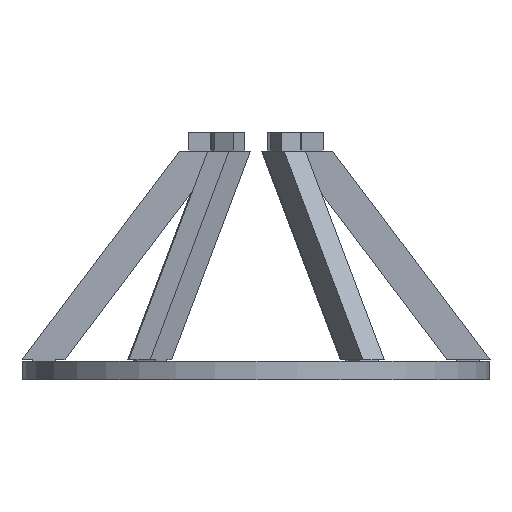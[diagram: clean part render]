
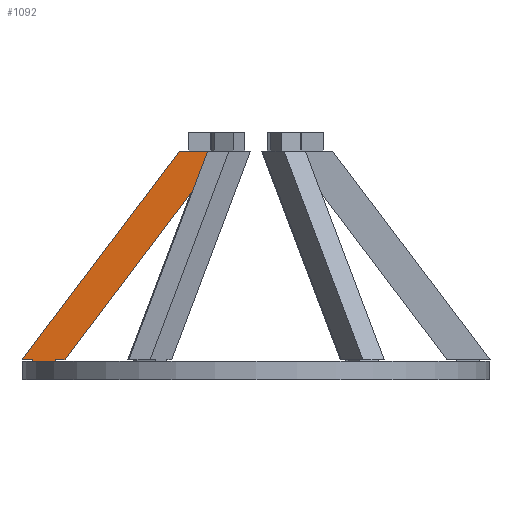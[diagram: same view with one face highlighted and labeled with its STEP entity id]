
A CAD part, front view. The second image highlights one B-rep face of the part: STEP entity #1092.
In plain terms, the highlighted planar face has unit normal (0, -1, 0).
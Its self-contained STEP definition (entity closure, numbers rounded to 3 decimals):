
#108=FACE_OUTER_BOUND('',#163,.T.);
#163=EDGE_LOOP('',(#782,#783,#784,#785,#786,#787,#788,#789));
#235=LINE('',#1533,#366);
#241=LINE('',#1544,#372);
#245=LINE('',#1553,#376);
#249=LINE('',#1560,#380);
#250=LINE('',#1563,#381);
#253=LINE('',#1569,#384);
#256=LINE('',#1574,#387);
#258=LINE('',#1578,#389);
#366=VECTOR('',#1242,10.);
#372=VECTOR('',#1250,10.);
#376=VECTOR('',#1258,10.);
#380=VECTOR('',#1262,10.);
#381=VECTOR('',#1265,10.);
#384=VECTOR('',#1270,10.);
#387=VECTOR('',#1275,10.);
#389=VECTOR('',#1281,10.);
#497=VERTEX_POINT('',#1531);
#498=VERTEX_POINT('',#1532);
#502=VERTEX_POINT('',#1542);
#504=VERTEX_POINT('',#1550);
#505=VERTEX_POINT('',#1552);
#508=VERTEX_POINT('',#1558);
#509=VERTEX_POINT('',#1562);
#511=VERTEX_POINT('',#1568);
#595=EDGE_CURVE('',#497,#498,#235,.T.);
#601=EDGE_CURVE('',#502,#498,#241,.T.);
#605=EDGE_CURVE('',#505,#504,#245,.T.);
#609=EDGE_CURVE('',#502,#508,#249,.T.);
#610=EDGE_CURVE('',#509,#505,#250,.T.);
#613=EDGE_CURVE('',#511,#508,#253,.T.);
#616=EDGE_CURVE('',#509,#511,#256,.T.);
#618=EDGE_CURVE('',#497,#504,#258,.T.);
#782=ORIENTED_EDGE('',*,*,#595,.T.);
#783=ORIENTED_EDGE('',*,*,#601,.F.);
#784=ORIENTED_EDGE('',*,*,#609,.T.);
#785=ORIENTED_EDGE('',*,*,#613,.F.);
#786=ORIENTED_EDGE('',*,*,#616,.F.);
#787=ORIENTED_EDGE('',*,*,#610,.T.);
#788=ORIENTED_EDGE('',*,*,#605,.T.);
#789=ORIENTED_EDGE('',*,*,#618,.F.);
#1045=PLANE('',#1165);
#1092=ADVANCED_FACE('',(#108),#1045,.F.);
#1165=AXIS2_PLACEMENT_3D('',#1579,#1282,#1283);
#1242=DIRECTION('',(1.,0.,0.));
#1250=DIRECTION('',(0.,0.,-1.));
#1258=DIRECTION('',(1.,0.,0.));
#1262=DIRECTION('',(1.,0.,0.));
#1265=DIRECTION('',(-0.602,0.,-0.799));
#1270=DIRECTION('',(-0.602,0.,-0.799));
#1275=DIRECTION('',(1.,0.,0.));
#1281=DIRECTION('',(0.,0.,1.));
#1282=DIRECTION('center_axis',(0.,1.,0.));
#1283=DIRECTION('ref_axis',(1.,0.,0.));
#1531=CARTESIAN_POINT('',(-13.04,0.,-1.425));
#1532=CARTESIAN_POINT('',(-8.04,0.,-1.425));
#1533=CARTESIAN_POINT('',(-9.29,0.,-1.425));
#1542=CARTESIAN_POINT('',(-8.04,0.,3.075));
#1544=CARTESIAN_POINT('',(-8.04,0.,3.075));
#1550=CARTESIAN_POINT('',(-13.04,0.,3.075));
#1552=CARTESIAN_POINT('',(-15.472,0.,3.075));
#1553=CARTESIAN_POINT('',(-15.472,0.,3.075));
#1558=CARTESIAN_POINT('',(-5.794,0.,3.075));
#1560=CARTESIAN_POINT('',(-15.472,0.,3.075));
#1562=CARTESIAN_POINT('',(19.888,0.,50.));
#1563=CARTESIAN_POINT('',(19.888,0.,50.));
#1568=CARTESIAN_POINT('',(29.566,0.,50.));
#1569=CARTESIAN_POINT('',(29.566,0.,50.));
#1574=CARTESIAN_POINT('',(19.888,0.,50.));
#1578=CARTESIAN_POINT('',(-13.04,0.,-1.925));
#1579=CARTESIAN_POINT('Origin',(-10.54,0.,0.575));
